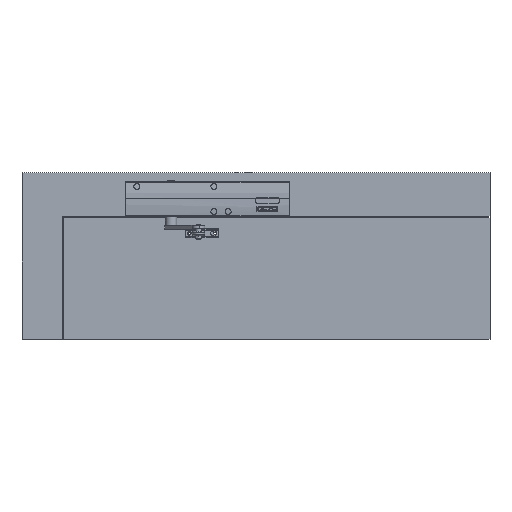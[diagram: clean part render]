
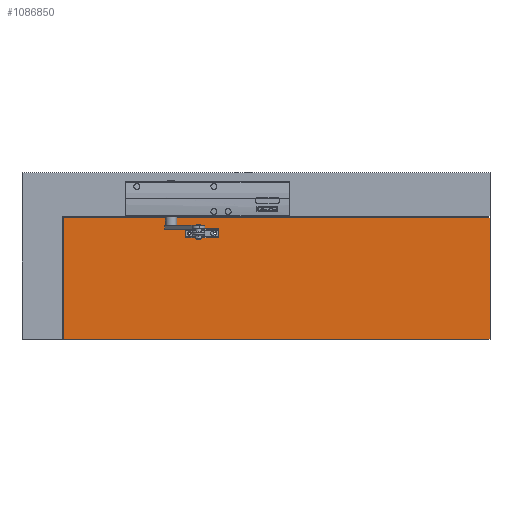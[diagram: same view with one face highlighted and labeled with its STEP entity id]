
A CAD part, top view. The second image highlights one B-rep face of the part: STEP entity #1086850.
In plain terms, the highlighted planar face has unit normal (0, 0, 1).
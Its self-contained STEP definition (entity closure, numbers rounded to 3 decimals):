
#1084590=CARTESIAN_POINT('',(538.042,-177.402,
-322.5));
#1084600=VERTEX_POINT('',#1084590);
#1084630=CARTESIAN_POINT('',(538.042,44.548,
-322.5));
#1084640=DIRECTION('',(0.,1.,0.));
#1084650=VECTOR('',#1084640,1.);
#1084660=LINE('',#1084630,#1084650);
#1084670=CARTESIAN_POINT('',(538.042,35.498,
-322.5));
#1084680=VERTEX_POINT('',#1084670);
#1084690=EDGE_CURVE('',#1084600,#1084680,#1084660,.T.);
#1085500=CARTESIAN_POINT('',(-20.458,35.498,
-322.5));
#1085510=DIRECTION('',(1.,0.,0.));
#1085520=VECTOR('',#1085510,1.);
#1085530=LINE('',#1085500,#1085520);
#1085540=CARTESIAN_POINT('',(-207.958,35.498,
-322.5));
#1085550=VERTEX_POINT('',#1085540);
#1085560=EDGE_CURVE('',#1085550,#1084680,#1085530,.T.);
#1085740=CARTESIAN_POINT('',(-20.458,-177.402,
-322.5));
#1085750=DIRECTION('',(-1.,0.,0.));
#1085760=VECTOR('',#1085750,1.);
#1085770=LINE('',#1085740,#1085760);
#1085780=CARTESIAN_POINT('',(-207.958,-177.402,
-322.5));
#1085790=VERTEX_POINT('',#1085780);
#1085800=EDGE_CURVE('',#1084600,#1085790,#1085770,.T.);
#1086350=CARTESIAN_POINT('',(-241.458,-94.65,-322.5)
);
#1086360=DIRECTION('',(0.,0.,-1.));
#1086370=DIRECTION('',(1.,0.,0.));
#1086380=AXIS2_PLACEMENT_3D('',#1086350,#1086360,#1086370);
#1086390=PLANE('',#1086380);
#1086400=CARTESIAN_POINT('',(-20.458,13.598,
-322.5));
#1086410=DIRECTION('',(1.,0.,0.));
#1086420=VECTOR('',#1086410,1.);
#1086430=LINE('',#1086400,#1086420);
#1086440=CARTESIAN_POINT('',(5.058,13.598,
-322.5));
#1086450=VERTEX_POINT('',#1086440);
#1086460=CARTESIAN_POINT('',(63.058,13.598,
-322.5));
#1086470=VERTEX_POINT('',#1086460);
#1086480=EDGE_CURVE('',#1086450,#1086470,#1086430,.T.);
#1086490=ORIENTED_EDGE('',*,*,#1086480,.T.);
#1086500=CARTESIAN_POINT('',(5.058,44.548,
-322.5));
#1086510=DIRECTION('',(0.,1.,0.));
#1086520=VECTOR('',#1086510,1.);
#1086530=LINE('',#1086500,#1086520);
#1086540=CARTESIAN_POINT('',(5.058,2.398,
-322.5));
#1086550=VERTEX_POINT('',#1086540);
#1086560=EDGE_CURVE('',#1086550,#1086450,#1086530,.T.);
#1086570=ORIENTED_EDGE('',*,*,#1086560,.T.);
#1086580=CARTESIAN_POINT('',(-20.458,2.398,
-322.5));
#1086590=DIRECTION('',(-1.,0.,0.));
#1086600=VECTOR('',#1086590,1.);
#1086610=LINE('',#1086580,#1086600);
#1086620=CARTESIAN_POINT('',(63.058,2.398,
-322.5));
#1086630=VERTEX_POINT('',#1086620);
#1086640=EDGE_CURVE('',#1086630,#1086550,#1086610,.T.);
#1086650=ORIENTED_EDGE('',*,*,#1086640,.T.);
#1086660=CARTESIAN_POINT('',(63.058,44.548,
-322.5));
#1086670=DIRECTION('',(0.,-1.,0.))
;
#1086680=VECTOR('',#1086670,1.);
#1086690=LINE('',#1086660,#1086680);
#1086700=EDGE_CURVE('',#1086470,#1086630,#1086690,.T.);
#1086710=ORIENTED_EDGE('',*,*,#1086700,.T.);
#1086720=EDGE_LOOP('',(#1086710,#1086650,#1086570,#1086490));
#1086730=FACE_BOUND('',#1086720,.T.);
#1086740=ORIENTED_EDGE('',*,*,#1085560,.F.);
#1086750=ORIENTED_EDGE('',*,*,#1084690,.T.);
#1086760=ORIENTED_EDGE('',*,*,#1085800,.F.);
#1086770=CARTESIAN_POINT('',(-207.958,44.548,
-322.5));
#1086780=DIRECTION('',(0.,1.,0.));
#1086790=VECTOR('',#1086780,1.);
#1086800=LINE('',#1086770,#1086790);
#1086810=EDGE_CURVE('',#1085790,#1085550,#1086800,.T.);
#1086820=ORIENTED_EDGE('',*,*,#1086810,.F.);
#1086830=EDGE_LOOP('',(#1086820,#1086760,#1086750,#1086740));
#1086840=FACE_OUTER_BOUND('',#1086830,.T.);
#1086850=ADVANCED_FACE('',(#1086730,#1086840),#1086390,.F.);
